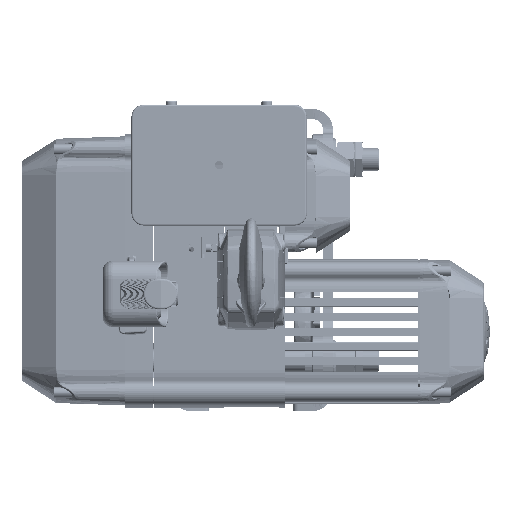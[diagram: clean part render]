
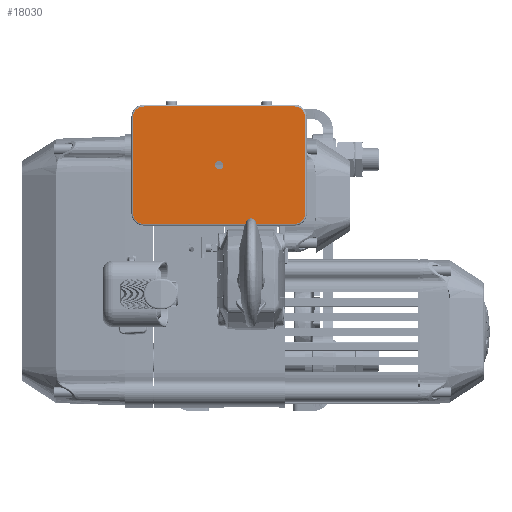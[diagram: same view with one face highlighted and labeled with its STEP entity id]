
A CAD part, front view. The second image highlights one B-rep face of the part: STEP entity #18030.
In plain terms, the highlighted planar face has unit normal (0, -1, 0).
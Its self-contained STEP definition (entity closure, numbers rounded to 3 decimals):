
#460 = DIRECTION ( 'NONE',  ( 0., 0., 1. ) ) ;
#1777 = LINE ( 'NONE', #4332, #45590 ) ;
#1901 = VERTEX_POINT ( 'NONE', #56531 ) ;
#4332 = CARTESIAN_POINT ( 'NONE',  ( 22.5, -381., 256.002 ) ) ;
#18030 = ADVANCED_FACE ( 'NONE', ( #153573, #233209 ), #254112, .T. ) ;
#22270 = CARTESIAN_POINT ( 'NONE',  ( -170., -381., 268.502 ) ) ;
#26179 = DIRECTION ( 'NONE',  ( 1., 0., 0. ) ) ;
#26667 = EDGE_CURVE ( 'NONE', #92792, #147669, #1777, .T. ) ;
#30156 = CARTESIAN_POINT ( 'NONE',  ( -182.5, -381., 141.002 ) ) ;
#30794 = VERTEX_POINT ( 'NONE', #158901 ) ;
#31229 = DIRECTION ( 'NONE',  ( 1., 0., 0. ) ) ;
#34415 = EDGE_CURVE ( 'NONE', #177050, #239907, #124457, .T. ) ;
#34813 = ORIENTED_EDGE ( 'NONE', *, *, #34415, .F. ) ;
#41410 = CARTESIAN_POINT ( 'NONE',  ( -75., -381., 198.502 ) ) ;
#45590 = VECTOR ( 'NONE', #460, 1000. ) ;
#50373 = CARTESIAN_POINT ( 'NONE',  ( 22.5, -381., 141.002 ) ) ;
#50439 = AXIS2_PLACEMENT_3D ( 'NONE', #54598, #110585, #31229 ) ;
#51110 = AXIS2_PLACEMENT_3D ( 'NONE', #104193, #66387, #87219 ) ;
#51237 = CIRCLE ( 'NONE', #234416, 12.5 ) ;
#53286 = ORIENTED_EDGE ( 'NONE', *, *, #57617, .T. ) ;
#53881 = DIRECTION ( 'NONE',  ( 1., 0., 0. ) ) ;
#54598 = CARTESIAN_POINT ( 'NONE',  ( -170., -381., 141.002 ) ) ;
#54626 = CARTESIAN_POINT ( 'NONE',  ( 10., -381., 128.502 ) ) ;
#56531 = CARTESIAN_POINT ( 'NONE',  ( -182.5, -381., 256.002 ) ) ;
#56751 = CARTESIAN_POINT ( 'NONE',  ( 10., -381., 268.502 ) ) ;
#57617 = EDGE_CURVE ( 'NONE', #1901, #30794, #84853, .T. ) ;
#66387 = DIRECTION ( 'NONE',  ( 0., -1., 0. ) ) ;
#68283 = VERTEX_POINT ( 'NONE', #22270 ) ;
#70036 = DIRECTION ( 'NONE',  ( 1., 0., 0. ) ) ;
#70148 = CIRCLE ( 'NONE', #224367, 5. ) ;
#72622 = CARTESIAN_POINT ( 'NONE',  ( 10., -381., 128.502 ) ) ;
#72774 = ORIENTED_EDGE ( 'NONE', *, *, #94613, .T. ) ;
#81867 = DIRECTION ( 'NONE',  ( 0., -1., 0. ) ) ;
#83085 = DIRECTION ( 'NONE',  ( -1., 0., 0. ) ) ;
#84853 = LINE ( 'NONE', #30156, #197367 ) ;
#87219 = DIRECTION ( 'NONE',  ( 1., 0., 0. ) ) ;
#87914 = CARTESIAN_POINT ( 'NONE',  ( -170., -381., 141.002 ) ) ;
#88181 = ORIENTED_EDGE ( 'NONE', *, *, #26667, .T. ) ;
#88191 = ORIENTED_EDGE ( 'NONE', *, *, #107216, .T. ) ;
#92792 = VERTEX_POINT ( 'NONE', #50373 ) ;
#94613 = EDGE_CURVE ( 'NONE', #30794, #106872, #215292, .T. ) ;
#101396 = CARTESIAN_POINT ( 'NONE',  ( 10., -381., 141.002 ) ) ;
#104193 = CARTESIAN_POINT ( 'NONE',  ( -170., -381., 256.002 ) ) ;
#104260 = EDGE_CURVE ( 'NONE', #106872, #237359, #230489, .T. ) ;
#106871 = EDGE_LOOP ( 'NONE', ( #34813, #141279 ) ) ;
#106872 = VERTEX_POINT ( 'NONE', #166312 ) ;
#107216 = EDGE_CURVE ( 'NONE', #147669, #217645, #51237, .T. ) ;
#108599 = CARTESIAN_POINT ( 'NONE',  ( 10., -381., 256.002 ) ) ;
#108610 = ORIENTED_EDGE ( 'NONE', *, *, #237472, .T. ) ;
#109401 = CARTESIAN_POINT ( 'NONE',  ( -80., -381., 198.502 ) ) ;
#110585 = DIRECTION ( 'NONE',  ( 0., -1., 0. ) ) ;
#124457 = CIRCLE ( 'NONE', #225015, 5. ) ;
#133061 = ORIENTED_EDGE ( 'NONE', *, *, #220068, .T. ) ;
#139174 = AXIS2_PLACEMENT_3D ( 'NONE', #101396, #81867, #258050 ) ;
#141279 = ORIENTED_EDGE ( 'NONE', *, *, #161196, .F. ) ;
#141792 = VECTOR ( 'NONE', #70036, 1000. ) ;
#147669 = VERTEX_POINT ( 'NONE', #192277 ) ;
#153573 = FACE_BOUND ( 'NONE', #106871, .T. ) ;
#155311 = EDGE_LOOP ( 'NONE', ( #88181, #88191, #108610, #234243, #53286, #72774, #173811, #133061 ) ) ;
#158901 = CARTESIAN_POINT ( 'NONE',  ( -182.5, -381., 141.002 ) ) ;
#160051 = CIRCLE ( 'NONE', #139174, 12.5 ) ;
#161196 = EDGE_CURVE ( 'NONE', #239907, #177050, #70148, .T. ) ;
#161312 = LINE ( 'NONE', #205595, #184520 ) ;
#163486 = CIRCLE ( 'NONE', #51110, 12.5 ) ;
#166312 = CARTESIAN_POINT ( 'NONE',  ( -170., -381., 128.502 ) ) ;
#168549 = DIRECTION ( 'NONE',  ( 0., -1., 0. ) ) ;
#172068 = DIRECTION ( 'NONE',  ( 0., 0., -1. ) ) ;
#173811 = ORIENTED_EDGE ( 'NONE', *, *, #104260, .T. ) ;
#177050 = VERTEX_POINT ( 'NONE', #41410 ) ;
#177231 = CARTESIAN_POINT ( 'NONE',  ( -85., -381., 198.502 ) ) ;
#177642 = AXIS2_PLACEMENT_3D ( 'NONE', #87914, #230053, #187013 ) ;
#183871 = DIRECTION ( 'NONE',  ( 1., 0., 0. ) ) ;
#184520 = VECTOR ( 'NONE', #83085, 1000. ) ;
#186419 = CARTESIAN_POINT ( 'NONE',  ( -80., -381., 198.502 ) ) ;
#187013 = DIRECTION ( 'NONE',  ( 1., 0., 0. ) ) ;
#192277 = CARTESIAN_POINT ( 'NONE',  ( 22.5, -381., 256.002 ) ) ;
#197367 = VECTOR ( 'NONE', #172068, 1000. ) ;
#205595 = CARTESIAN_POINT ( 'NONE',  ( -170., -381., 268.502 ) ) ;
#207303 = DIRECTION ( 'NONE',  ( 0., -1., 0. ) ) ;
#215292 = CIRCLE ( 'NONE', #177642, 12.5 ) ;
#217645 = VERTEX_POINT ( 'NONE', #56751 ) ;
#220068 = EDGE_CURVE ( 'NONE', #237359, #92792, #160051, .T. ) ;
#224288 = DIRECTION ( 'NONE',  ( 0., -1., 0. ) ) ;
#224367 = AXIS2_PLACEMENT_3D ( 'NONE', #186419, #207303, #183871 ) ;
#225015 = AXIS2_PLACEMENT_3D ( 'NONE', #109401, #224288, #26179 ) ;
#230053 = DIRECTION ( 'NONE',  ( 0., -1., 0. ) ) ;
#230489 = LINE ( 'NONE', #72622, #141792 ) ;
#233209 = FACE_OUTER_BOUND ( 'NONE', #155311, .T. ) ;
#234243 = ORIENTED_EDGE ( 'NONE', *, *, #237272, .T. ) ;
#234416 = AXIS2_PLACEMENT_3D ( 'NONE', #108599, #168549, #53881 ) ;
#237272 = EDGE_CURVE ( 'NONE', #68283, #1901, #163486, .T. ) ;
#237359 = VERTEX_POINT ( 'NONE', #54626 ) ;
#237472 = EDGE_CURVE ( 'NONE', #217645, #68283, #161312, .T. ) ;
#239907 = VERTEX_POINT ( 'NONE', #177231 ) ;
#254112 = PLANE ( 'NONE',  #50439 ) ;
#258050 = DIRECTION ( 'NONE',  ( 1., 0., 0. ) ) ;
